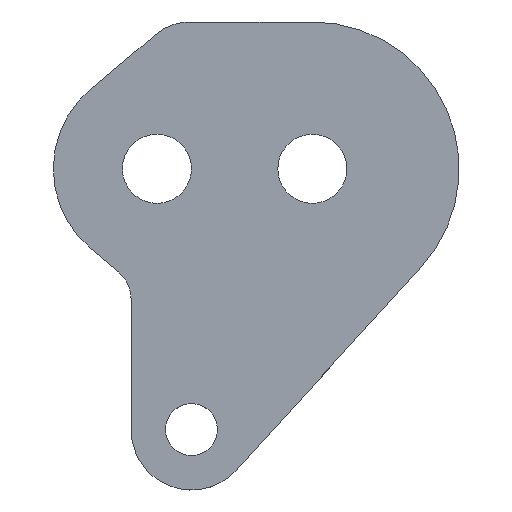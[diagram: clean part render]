
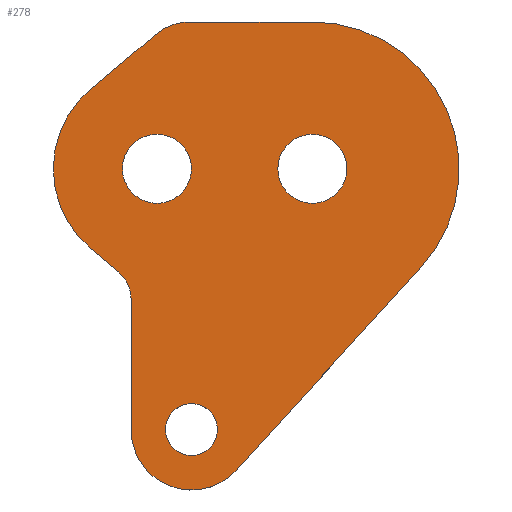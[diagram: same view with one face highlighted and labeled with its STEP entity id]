
A CAD part, top view. The second image highlights one B-rep face of the part: STEP entity #278.
In plain terms, the highlighted planar face has unit normal (0, 0, 1).
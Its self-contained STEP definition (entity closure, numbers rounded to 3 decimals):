
#15=FACE_BOUND('',#45,.T.);
#16=FACE_BOUND('',#46,.T.);
#17=FACE_BOUND('',#47,.T.);
#21=PLANE('',#309);
#29=FACE_OUTER_BOUND('',#44,.T.);
#44=EDGE_LOOP('',(#195,#196,#197,#198,#199,#200,#201,#202,#203,#204));
#45=EDGE_LOOP('',(#205));
#46=EDGE_LOOP('',(#206));
#47=EDGE_LOOP('',(#207));
#66=LINE('',#436,#89);
#67=LINE('',#440,#90);
#68=LINE('',#444,#91);
#69=LINE('',#448,#92);
#70=LINE('',#451,#93);
#89=VECTOR('',#349,10.);
#90=VECTOR('',#352,10.);
#91=VECTOR('',#355,10.);
#92=VECTOR('',#358,10.);
#93=VECTOR('',#361,10.);
#111=CIRCLE('',#308,3.);
#112=CIRCLE('',#310,6.);
#113=CIRCLE('',#311,2.);
#114=CIRCLE('',#312,3.5);
#115=CIRCLE('',#313,8.5);
#116=CIRCLE('',#314,2.);
#117=CIRCLE('',#315,1.5);
#118=CIRCLE('',#316,2.);
#128=VERTEX_POINT('',#429);
#129=VERTEX_POINT('',#431);
#130=VERTEX_POINT('',#435);
#131=VERTEX_POINT('',#437);
#132=VERTEX_POINT('',#439);
#133=VERTEX_POINT('',#441);
#134=VERTEX_POINT('',#443);
#135=VERTEX_POINT('',#445);
#136=VERTEX_POINT('',#447);
#137=VERTEX_POINT('',#449);
#138=VERTEX_POINT('',#452);
#139=VERTEX_POINT('',#454);
#140=VERTEX_POINT('',#456);
#154=EDGE_CURVE('',#128,#129,#111,.T.);
#156=EDGE_CURVE('',#130,#128,#66,.T.);
#157=EDGE_CURVE('',#131,#130,#112,.T.);
#158=EDGE_CURVE('',#131,#132,#67,.T.);
#159=EDGE_CURVE('',#132,#133,#113,.T.);
#160=EDGE_CURVE('',#133,#134,#68,.T.);
#161=EDGE_CURVE('',#135,#134,#114,.T.);
#162=EDGE_CURVE('',#135,#136,#69,.T.);
#163=EDGE_CURVE('',#137,#136,#115,.T.);
#164=EDGE_CURVE('',#129,#137,#70,.T.);
#165=EDGE_CURVE('',#138,#138,#116,.T.);
#166=EDGE_CURVE('',#139,#139,#117,.T.);
#167=EDGE_CURVE('',#140,#140,#118,.T.);
#195=ORIENTED_EDGE('',*,*,#154,.F.);
#196=ORIENTED_EDGE('',*,*,#156,.F.);
#197=ORIENTED_EDGE('',*,*,#157,.F.);
#198=ORIENTED_EDGE('',*,*,#158,.T.);
#199=ORIENTED_EDGE('',*,*,#159,.T.);
#200=ORIENTED_EDGE('',*,*,#160,.T.);
#201=ORIENTED_EDGE('',*,*,#161,.F.);
#202=ORIENTED_EDGE('',*,*,#162,.T.);
#203=ORIENTED_EDGE('',*,*,#163,.F.);
#204=ORIENTED_EDGE('',*,*,#164,.F.);
#205=ORIENTED_EDGE('',*,*,#165,.F.);
#206=ORIENTED_EDGE('',*,*,#166,.F.);
#207=ORIENTED_EDGE('',*,*,#167,.F.);
#278=ADVANCED_FACE('',(#29,#15,#16,#17),#21,.F.);
#308=AXIS2_PLACEMENT_3D('',#432,#344,#345);
#309=AXIS2_PLACEMENT_3D('',#434,#347,#348);
#310=AXIS2_PLACEMENT_3D('',#438,#350,#351);
#311=AXIS2_PLACEMENT_3D('',#442,#353,#354);
#312=AXIS2_PLACEMENT_3D('',#446,#356,#357);
#313=AXIS2_PLACEMENT_3D('',#450,#359,#360);
#314=AXIS2_PLACEMENT_3D('',#453,#362,#363);
#315=AXIS2_PLACEMENT_3D('',#455,#364,#365);
#316=AXIS2_PLACEMENT_3D('',#457,#366,#367);
#344=DIRECTION('center_axis',(0.,0.,
-1.));
#345=DIRECTION('ref_axis',(-0.342,0.94,0.));
#347=DIRECTION('center_axis',(0.,0.,
-1.));
#348=DIRECTION('ref_axis',(1.,0.,0.));
#349=DIRECTION('',(0.766,0.643,0.));
#350=DIRECTION('center_axis',(0.,0.,
-1.));
#351=DIRECTION('ref_axis',(1.,0.,0.));
#352=DIRECTION('',(0.766,-0.643,0.));
#353=DIRECTION('center_axis',(0.,0.,
-1.));
#354=DIRECTION('ref_axis',(0.643,0.766,0.));
#355=DIRECTION('',(0.,-1.,0.));
#356=DIRECTION('center_axis',(0.,0.,
-1.));
#357=DIRECTION('ref_axis',(1.,0.,0.));
#358=DIRECTION('',(0.674,0.739,0.));
#359=DIRECTION('center_axis',(0.,0.,
-1.));
#360=DIRECTION('ref_axis',(0.,1.,0.));
#361=DIRECTION('',(1.,0.,0.));
#362=DIRECTION('center_axis',(0.,0.,
1.));
#363=DIRECTION('ref_axis',(1.,0.,0.));
#364=DIRECTION('center_axis',(0.,0.,
1.));
#365=DIRECTION('ref_axis',(1.,0.,0.));
#366=DIRECTION('center_axis',(0.,0.,
1.));
#367=DIRECTION('ref_axis',(1.,0.,0.));
#429=CARTESIAN_POINT('',(109.459,-99.652,227.));
#431=CARTESIAN_POINT('',(111.387,-98.95,227.));
#432=CARTESIAN_POINT('Origin',(111.387,-101.95,227.));
#434=CARTESIAN_POINT('Origin',(115.25,-112.5,227.));
#435=CARTESIAN_POINT('',(105.643,-102.854,227.));
#436=CARTESIAN_POINT('',(105.643,-102.854,227.));
#437=CARTESIAN_POINT('',(105.643,-112.046,227.));
#438=CARTESIAN_POINT('Origin',(109.5,-107.45,227.));
#439=CARTESIAN_POINT('',(107.286,-113.424,227.));
#440=CARTESIAN_POINT('',(105.643,-112.046,227.));
#441=CARTESIAN_POINT('',(108.,-114.956,227.));
#442=CARTESIAN_POINT('Origin',(106.,-114.956,227.));
#443=CARTESIAN_POINT('',(108.,-122.55,227.));
#444=CARTESIAN_POINT('',(108.,-114.956,227.));
#445=CARTESIAN_POINT('',(114.086,-124.908,227.));
#446=CARTESIAN_POINT('Origin',(111.5,-122.55,227.));
#447=CARTESIAN_POINT('',(124.781,-113.177,227.));
#448=CARTESIAN_POINT('',(114.086,-124.908,227.));
#449=CARTESIAN_POINT('',(118.5,-98.95,227.));
#450=CARTESIAN_POINT('Origin',(118.5,-107.45,227.));
#451=CARTESIAN_POINT('',(109.5,-98.95,227.));
#452=CARTESIAN_POINT('',(116.5,-107.45,227.));
#453=CARTESIAN_POINT('Origin',(118.5,-107.45,227.));
#454=CARTESIAN_POINT('',(110.,-122.55,227.));
#455=CARTESIAN_POINT('Origin',(111.5,-122.55,227.));
#456=CARTESIAN_POINT('',(107.5,-107.45,227.));
#457=CARTESIAN_POINT('Origin',(109.5,-107.45,227.));
